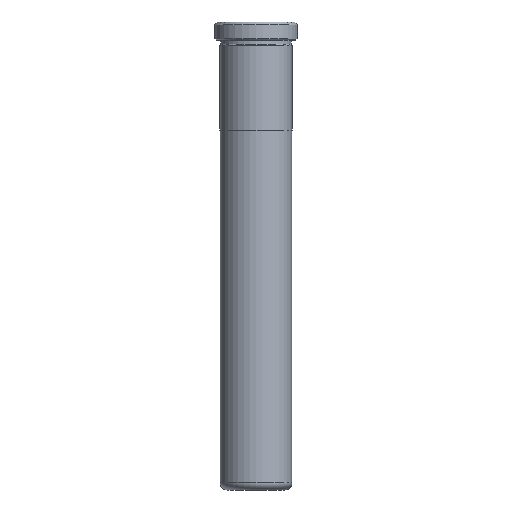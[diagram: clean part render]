
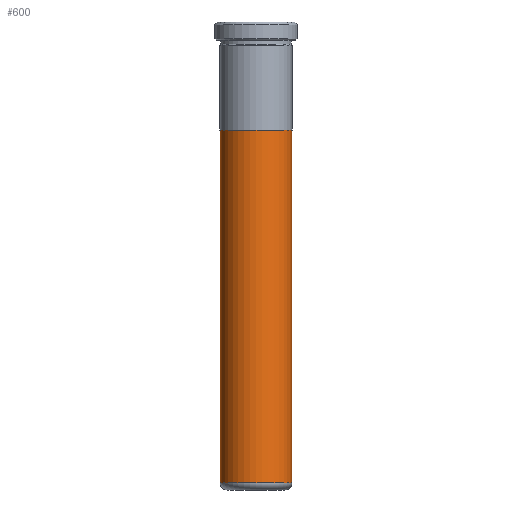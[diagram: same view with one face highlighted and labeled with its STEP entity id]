
A CAD part, front view. The second image highlights one B-rep face of the part: STEP entity #600.
In plain terms, the highlighted cylindrical face has radius 9.995 mm (diameter 19.99 mm), a partial arc.
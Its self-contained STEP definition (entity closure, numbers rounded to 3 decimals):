
#25 = CARTESIAN_POINT ( 'NONE',  ( 9.995, 0., 2. ) ) ;
#44 = CARTESIAN_POINT ( 'NONE',  ( -9.995, 0., 100. ) ) ;
#143 = ORIENTED_EDGE ( 'NONE', *, *, #485, .T. ) ;
#145 = CARTESIAN_POINT ( 'NONE',  ( 0., 0., 2. ) ) ;
#162 = VERTEX_POINT ( 'NONE', #588 ) ;
#185 = CARTESIAN_POINT ( 'NONE',  ( 9.995, 0., 100. ) ) ;
#254 = ORIENTED_EDGE ( 'NONE', *, *, #423, .F. ) ;
#264 = DIRECTION ( 'NONE',  ( 1., 0., 0. ) ) ;
#378 = CIRCLE ( 'NONE', #412, 9.995 ) ;
#387 = AXIS2_PLACEMENT_3D ( 'NONE', #1442, #1187, #1135 ) ;
#389 = DIRECTION ( 'NONE',  ( 0., 0., -1. ) ) ;
#412 = AXIS2_PLACEMENT_3D ( 'NONE', #145, #969, #264 ) ;
#423 = EDGE_CURVE ( 'NONE', #553, #1481, #1328, .T. ) ;
#467 = CYLINDRICAL_SURFACE ( 'NONE', #387, 9.995 ) ;
#473 = EDGE_CURVE ( 'NONE', #162, #984, #378, .T. ) ;
#485 = EDGE_CURVE ( 'NONE', #553, #162, #632, .T. ) ;
#496 = EDGE_CURVE ( 'NONE', #1481, #984, #1228, .T. ) ;
#506 = CARTESIAN_POINT ( 'NONE',  ( -9.995, 0., 125. ) ) ;
#512 = ORIENTED_EDGE ( 'NONE', *, *, #496, .F. ) ;
#553 = VERTEX_POINT ( 'NONE', #44 ) ;
#588 = CARTESIAN_POINT ( 'NONE',  ( -9.995, 0., 2. ) ) ;
#600 = ADVANCED_FACE ( 'NONE', ( #1270 ), #467, .T. ) ;
#609 = CARTESIAN_POINT ( 'NONE',  ( 0., 0., 100. ) ) ;
#632 = LINE ( 'NONE', #506, #1258 ) ;
#719 = DIRECTION ( 'NONE',  ( 1., 0., 0. ) ) ;
#969 = DIRECTION ( 'NONE',  ( 0., 0., 1. ) ) ;
#984 = VERTEX_POINT ( 'NONE', #25 ) ;
#1001 = ORIENTED_EDGE ( 'NONE', *, *, #473, .T. ) ;
#1135 = DIRECTION ( 'NONE',  ( -1., 0., 0. ) ) ;
#1187 = DIRECTION ( 'NONE',  ( 0., 0., -1. ) ) ;
#1200 = CARTESIAN_POINT ( 'NONE',  ( 9.995, 0., 125. ) ) ;
#1228 = LINE ( 'NONE', #1200, #1478 ) ;
#1258 = VECTOR ( 'NONE', #1305, 1000. ) ;
#1270 = FACE_OUTER_BOUND ( 'NONE', #1295, .T. ) ;
#1295 = EDGE_LOOP ( 'NONE', ( #512, #254, #143, #1001 ) ) ;
#1305 = DIRECTION ( 'NONE',  ( 0., 0., -1. ) ) ;
#1328 = CIRCLE ( 'NONE', #1439, 9.995 ) ;
#1397 = DIRECTION ( 'NONE',  ( 0., 0., 1. ) ) ;
#1439 = AXIS2_PLACEMENT_3D ( 'NONE', #609, #1397, #719 ) ;
#1442 = CARTESIAN_POINT ( 'NONE',  ( 0., 0., 125. ) ) ;
#1478 = VECTOR ( 'NONE', #389, 1000. ) ;
#1481 = VERTEX_POINT ( 'NONE', #185 ) ;
